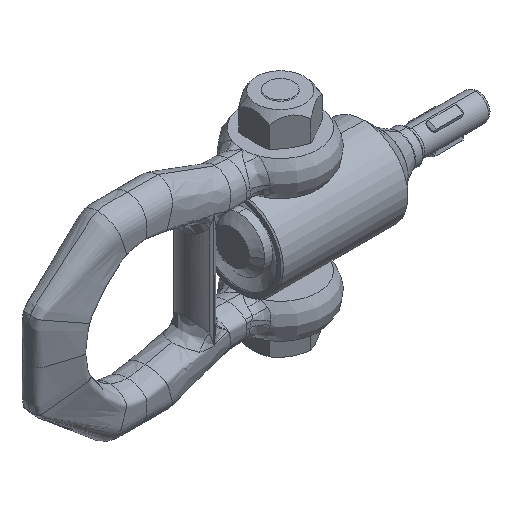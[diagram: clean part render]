
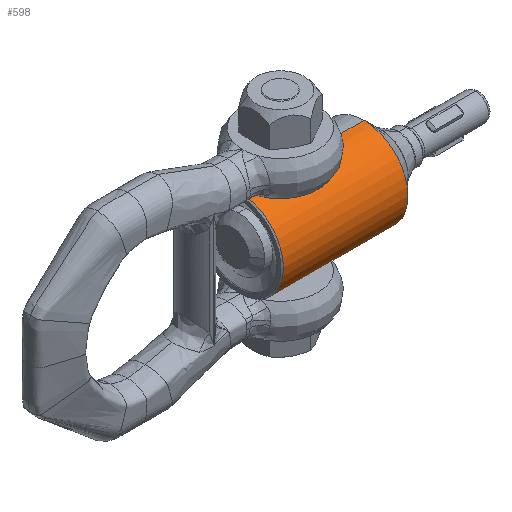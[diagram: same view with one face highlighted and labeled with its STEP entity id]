
A CAD part, isometric view. The second image highlights one B-rep face of the part: STEP entity #598.
In plain terms, the highlighted cylindrical face has radius 10.75 mm (diameter 21.5 mm), a partial arc.
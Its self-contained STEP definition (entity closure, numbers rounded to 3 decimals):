
#598=ADVANCED_FACE('',(#1249),#1250,.T.);
#1249=FACE_OUTER_BOUND('',#8904,.T.);
#1250=CYLINDRICAL_SURFACE('',#8905,10.75);
#8904=EDGE_LOOP('',(#10461,#10462,#10463,#10464));
#8905=AXIS2_PLACEMENT_3D('',#10465,#10466,#10467);
#10461=ORIENTED_EDGE('',*,*,#11600,.T.);
#10462=ORIENTED_EDGE('',*,*,#11621,.F.);
#10463=ORIENTED_EDGE('',*,*,#11601,.T.);
#10464=ORIENTED_EDGE('',*,*,#11622,.T.);
#10465=CARTESIAN_POINT('',(0.0,0.0,0.0));
#10466=DIRECTION('',(1.0,-0.0,0.0));
#10467=DIRECTION('',(0.0,0.0,1.0));
#11600=EDGE_CURVE('',#12730,#12675,#12736,.T.);
#11601=EDGE_CURVE('',#12671,#12732,#12737,.T.);
#11621=EDGE_CURVE('',#12671,#12675,#12766,.T.);
#11622=EDGE_CURVE('',#12732,#12730,#12767,.T.);
#12671=VERTEX_POINT('',#17759);
#12675=VERTEX_POINT('',#17764);
#12730=VERTEX_POINT('',#17828);
#12732=VERTEX_POINT('',#17831);
#12736=LINE('',#17836,#17837);
#12737=LINE('',#17838,#17839);
#12766=CIRCLE('',#17872,10.75);
#12767=CIRCLE('',#17873,10.75);
#17759=CARTESIAN_POINT('',(0.3,0.,-10.75));
#17764=CARTESIAN_POINT('',(0.3,0.,10.75));
#17828=CARTESIAN_POINT('',(30.825,0.0,10.75));
#17831=CARTESIAN_POINT('',(30.825,0.,-10.75));
#17836=CARTESIAN_POINT('',(15.562,0.,10.75));
#17837=VECTOR('',#19150,1.0);
#17838=CARTESIAN_POINT('',(0.0,0.,-10.75));
#17839=VECTOR('',#19151,10.75);
#17872=AXIS2_PLACEMENT_3D('',#19183,#19184,#19185);
#17873=AXIS2_PLACEMENT_3D('',#19186,#19187,#19188);
#19150=DIRECTION('',(-1.0,0.0,-0.0));
#19151=DIRECTION('',(1.0,0.0,0.0));
#19183=CARTESIAN_POINT('',(0.3,0.0,0.0));
#19184=DIRECTION('',(-1.0,0.0,0.0));
#19185=DIRECTION('',(0.0,0.0,1.0));
#19186=CARTESIAN_POINT('',(30.825,0.0,0.0));
#19187=DIRECTION('',(-1.0,0.0,0.0));
#19188=DIRECTION('',(0.0,0.0,1.0));
